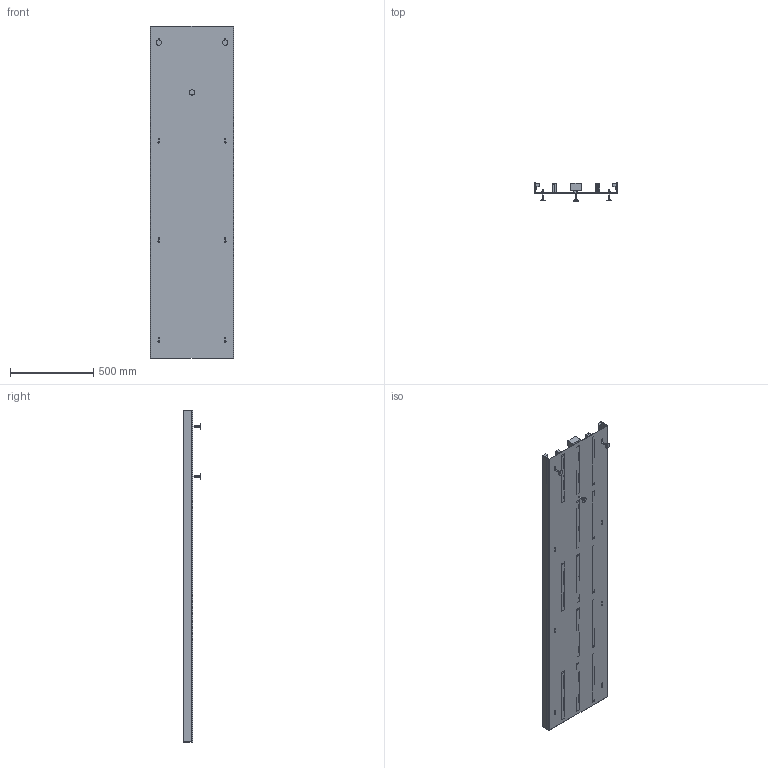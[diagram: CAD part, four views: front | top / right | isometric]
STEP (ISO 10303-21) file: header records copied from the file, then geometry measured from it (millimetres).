
FILE_DESCRIPTION((''),'2;1');
FILE_NAME('BKG5006011_BKG5002LA_ASM','2022-11-08T10:17:45',('hollstem'),(''),'CREO PARAMETRIC BY PTC INC, 2022024','CREO PARAMETRIC BY PTC INC, 2022024','');
FILE_SCHEMA(('AUTOMOTIVE_DESIGN { 1 0 10303 214 1 1 1 1 }'));
Length unit declared in the file: millimetre
Products named in the file (15): T-01020; T-01024; T-01025_AF0; T-01026_ASM; T-01514_ASM; T-01531_ASM; 63187-M; 63189-M_ASM; 21045-M; 21042-M; 66107-M_ASM; BKG5006011_ASM; AUSLASS; BKG5002LA_ASM; BKG5006011_BKG5002LA_ASM
Assembly tree (30 placements, depth 5):
  BKG5006011_BKG5002LA_ASM
    BKG5006011_ASM
      T-01020
      T-01024  x2
      T-01514_ASM
        T-01026_ASM
          T-01025_AF0
      T-01531_ASM
        T-01026_ASM
          T-01025_AF0
      63189-M_ASM  x13
        63187-M
      66107-M_ASM  x3
        21045-M
        21042-M
    BKG5002LA_ASM
      AUSLASS
Bounding box: 500 x 108 x 2000 mm (x, y, z)
Volume: 8805466 mm3; surface area: 4226064.8 mm2
Topology: 25 solids, 103 shells, 647 faces, 6145 edges, 5803 vertices
Faces by surface type: plane 448, cylinder 135, torus 32, cone 32
Entity records: 22770 total; most frequent: CARTESIAN_POINT 3985, DIRECTION 2515, PROPERTY_DEFINITION 1037, REPRESENTATION 1027, PROPERTY_DEFINITION_REPRESENTATION 1027, AXIS2_PLACEMENT_3D 906, PRESENTATION_STYLE_ASSIGNMENT 888, GENERAL_PROPERTY 886
